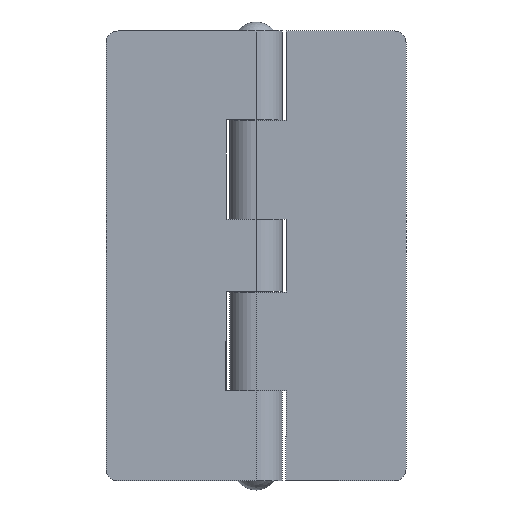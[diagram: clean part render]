
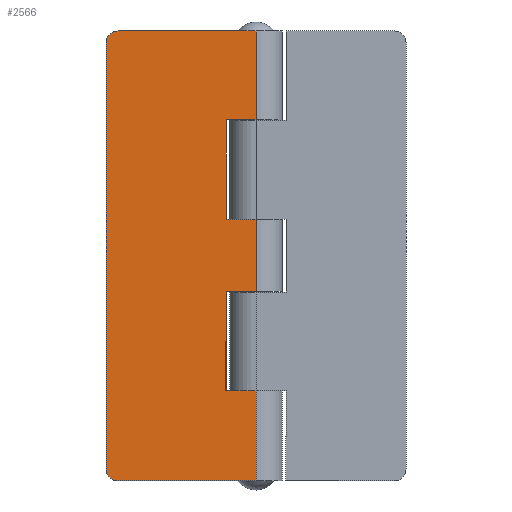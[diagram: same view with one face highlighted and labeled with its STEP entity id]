
A CAD part, front view. The second image highlights one B-rep face of the part: STEP entity #2566.
In plain terms, the highlighted planar face has unit normal (0, -1, 0).
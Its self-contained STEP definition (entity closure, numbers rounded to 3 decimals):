
#8 = CARTESIAN_POINT ( 'NONE',  ( -5., -4.4, 22.7 ) ) ;
#46 = LINE ( 'NONE', #2343, #238 ) ;
#64 = EDGE_CURVE ( 'NONE', #1174, #1144, #200, .T. ) ;
#143 = VECTOR ( 'NONE', #184, 1000. ) ;
#184 = DIRECTION ( 'NONE',  ( 0., 0., -1. ) ) ;
#188 = ORIENTED_EDGE ( 'NONE', *, *, #2167, .T. ) ;
#192 = VERTEX_POINT ( 'NONE', #8 ) ;
#200 = LINE ( 'NONE', #1893, #2313 ) ;
#203 = CARTESIAN_POINT ( 'NONE',  ( 0., -4.4, -37.5 ) ) ;
#213 = EDGE_CURVE ( 'NONE', #1411, #192, #2506, .T. ) ;
#236 = VECTOR ( 'NONE', #2455, 1000. ) ;
#238 = VECTOR ( 'NONE', #688, 1000. ) ;
#305 = CARTESIAN_POINT ( 'NONE',  ( 0., -4.4, 22.7 ) ) ;
#323 = CARTESIAN_POINT ( 'NONE',  ( -25., -4.4, 37.5 ) ) ;
#329 = ORIENTED_EDGE ( 'NONE', *, *, #64, .T. ) ;
#370 = CARTESIAN_POINT ( 'NONE',  ( 0., -4.4, 37.5 ) ) ;
#380 = AXIS2_PLACEMENT_3D ( 'NONE', #2158, #930, #1165 ) ;
#418 = ORIENTED_EDGE ( 'NONE', *, *, #213, .T. ) ;
#440 = DIRECTION ( 'NONE',  ( 1., 0., 0. ) ) ;
#513 = DIRECTION ( 'NONE',  ( 1., 0., 0. ) ) ;
#526 = CARTESIAN_POINT ( 'NONE',  ( 0., -4.4, 22.7 ) ) ;
#527 = EDGE_CURVE ( 'NONE', #1857, #1375, #1679, .T. ) ;
#535 = DIRECTION ( 'NONE',  ( 0., 0., -1. ) ) ;
#544 = CARTESIAN_POINT ( 'NONE',  ( 0., -4.4, 37.5 ) ) ;
#552 = EDGE_LOOP ( 'NONE', ( #1212, #1575, #2207, #1866, #329, #1504, #1078, #2192, #1850, #418, #2516, #1888, #1507, #188 ) ) ;
#561 = VERTEX_POINT ( 'NONE', #1592 ) ;
#610 = LINE ( 'NONE', #2414, #2611 ) ;
#639 = VECTOR ( 'NONE', #535, 1000. ) ;
#666 = CARTESIAN_POINT ( 'NONE',  ( 0., -4.4, 6.1 ) ) ;
#688 = DIRECTION ( 'NONE',  ( 0., 0., -1. ) ) ;
#770 = CARTESIAN_POINT ( 'NONE',  ( -5., -4.4, -22.5 ) ) ;
#778 = LINE ( 'NONE', #794, #143 ) ;
#794 = CARTESIAN_POINT ( 'NONE',  ( 0., -4.4, 37.5 ) ) ;
#801 = CARTESIAN_POINT ( 'NONE',  ( -5., -4.4, 37.5 ) ) ;
#824 = EDGE_CURVE ( 'NONE', #192, #1656, #1300, .T. ) ;
#930 = DIRECTION ( 'NONE',  ( 0., -1., 0. ) ) ;
#941 = VERTEX_POINT ( 'NONE', #1847 ) ;
#973 = LINE ( 'NONE', #801, #2011 ) ;
#985 = FACE_OUTER_BOUND ( 'NONE', #552, .T. ) ;
#1051 = DIRECTION ( 'NONE',  ( -1., 0., 0. ) ) ;
#1078 = ORIENTED_EDGE ( 'NONE', *, *, #2369, .T. ) ;
#1085 = VECTOR ( 'NONE', #1991, 1000. ) ;
#1101 = CARTESIAN_POINT ( 'NONE',  ( 0., -4.4, 37.5 ) ) ;
#1117 = DIRECTION ( 'NONE',  ( 1., 0., 0. ) ) ;
#1135 = VERTEX_POINT ( 'NONE', #2595 ) ;
#1144 = VERTEX_POINT ( 'NONE', #770 ) ;
#1165 = DIRECTION ( 'NONE',  ( -1., 0., 0. ) ) ;
#1174 = VERTEX_POINT ( 'NONE', #1185 ) ;
#1181 = CARTESIAN_POINT ( 'NONE',  ( 0., -4.4, 37.5 ) ) ;
#1183 = DIRECTION ( 'NONE',  ( -1., 0., 0. ) ) ;
#1185 = CARTESIAN_POINT ( 'NONE',  ( 0., -4.4, -22.5 ) ) ;
#1204 = LINE ( 'NONE', #370, #2229 ) ;
#1212 = ORIENTED_EDGE ( 'NONE', *, *, #527, .T. ) ;
#1244 = EDGE_CURVE ( 'NONE', #1375, #561, #2476, .T. ) ;
#1300 = LINE ( 'NONE', #526, #1774 ) ;
#1306 = VERTEX_POINT ( 'NONE', #2066 ) ;
#1375 = VERTEX_POINT ( 'NONE', #1627 ) ;
#1385 = DIRECTION ( 'NONE',  ( -1., 0., 0. ) ) ;
#1400 = EDGE_CURVE ( 'NONE', #1135, #1715, #1204, .T. ) ;
#1411 = VERTEX_POINT ( 'NONE', #2451 ) ;
#1412 = LINE ( 'NONE', #2568, #2264 ) ;
#1449 = CARTESIAN_POINT ( 'NONE',  ( -5., -4.4, 37.5 ) ) ;
#1473 = AXIS2_PLACEMENT_3D ( 'NONE', #2452, #1854, #1051 ) ;
#1504 = ORIENTED_EDGE ( 'NONE', *, *, #1776, .T. ) ;
#1507 = ORIENTED_EDGE ( 'NONE', *, *, #1400, .F. ) ;
#1575 = ORIENTED_EDGE ( 'NONE', *, *, #1244, .T. ) ;
#1592 = CARTESIAN_POINT ( 'NONE',  ( -23., -4.4, -37.5 ) ) ;
#1600 = DIRECTION ( 'NONE',  ( 0., 1., 0. ) ) ;
#1627 = CARTESIAN_POINT ( 'NONE',  ( -25., -4.4, -35.5 ) ) ;
#1656 = VERTEX_POINT ( 'NONE', #305 ) ;
#1679 = LINE ( 'NONE', #323, #639 ) ;
#1715 = VERTEX_POINT ( 'NONE', #1101 ) ;
#1723 = EDGE_CURVE ( 'NONE', #1174, #2043, #46, .T. ) ;
#1774 = VECTOR ( 'NONE', #513, 1000. ) ;
#1776 = EDGE_CURVE ( 'NONE', #1144, #941, #973, .T. ) ;
#1786 = DIRECTION ( 'NONE',  ( 1., 0., 0. ) ) ;
#1792 = CARTESIAN_POINT ( 'NONE',  ( -25., -4.4, 35.5 ) ) ;
#1805 = EDGE_CURVE ( 'NONE', #1715, #1656, #778, .T. ) ;
#1847 = CARTESIAN_POINT ( 'NONE',  ( -5., -4.4, -5.9 ) ) ;
#1850 = ORIENTED_EDGE ( 'NONE', *, *, #1929, .T. ) ;
#1854 = DIRECTION ( 'NONE',  ( 0., -1., 0. ) ) ;
#1857 = VERTEX_POINT ( 'NONE', #1792 ) ;
#1866 = ORIENTED_EDGE ( 'NONE', *, *, #1723, .F. ) ;
#1888 = ORIENTED_EDGE ( 'NONE', *, *, #1805, .F. ) ;
#1893 = CARTESIAN_POINT ( 'NONE',  ( 0., -4.4, -22.5 ) ) ;
#1898 = CARTESIAN_POINT ( 'NONE',  ( 0., -4.4, -37.5 ) ) ;
#1919 = LINE ( 'NONE', #1898, #2383 ) ;
#1929 = EDGE_CURVE ( 'NONE', #2299, #1411, #610, .T. ) ;
#1991 = DIRECTION ( 'NONE',  ( 0., 0., -1. ) ) ;
#2006 = PLANE ( 'NONE',  #2577 ) ;
#2011 = VECTOR ( 'NONE', #2633, 1000. ) ;
#2043 = VERTEX_POINT ( 'NONE', #203 ) ;
#2066 = CARTESIAN_POINT ( 'NONE',  ( 0., -4.4, -5.9 ) ) ;
#2092 = DIRECTION ( 'NONE',  ( -1., 0., 0. ) ) ;
#2106 = EDGE_CURVE ( 'NONE', #561, #2043, #1919, .T. ) ;
#2158 = CARTESIAN_POINT ( 'NONE',  ( -23., -4.4, 35.5 ) ) ;
#2167 = EDGE_CURVE ( 'NONE', #1135, #1857, #2628, .T. ) ;
#2192 = ORIENTED_EDGE ( 'NONE', *, *, #2564, .F. ) ;
#2207 = ORIENTED_EDGE ( 'NONE', *, *, #2106, .T. ) ;
#2229 = VECTOR ( 'NONE', #1786, 1000. ) ;
#2264 = VECTOR ( 'NONE', #1117, 1000. ) ;
#2299 = VERTEX_POINT ( 'NONE', #666 ) ;
#2313 = VECTOR ( 'NONE', #2092, 1000. ) ;
#2331 = LINE ( 'NONE', #1181, #1085 ) ;
#2343 = CARTESIAN_POINT ( 'NONE',  ( 0., -4.4, 37.5 ) ) ;
#2369 = EDGE_CURVE ( 'NONE', #941, #1306, #1412, .T. ) ;
#2383 = VECTOR ( 'NONE', #440, 1000. ) ;
#2414 = CARTESIAN_POINT ( 'NONE',  ( 0., -4.4, 6.1 ) ) ;
#2451 = CARTESIAN_POINT ( 'NONE',  ( -5., -4.4, 6.1 ) ) ;
#2452 = CARTESIAN_POINT ( 'NONE',  ( -23., -4.4, -35.5 ) ) ;
#2455 = DIRECTION ( 'NONE',  ( 0., 0., 1. ) ) ;
#2476 = CIRCLE ( 'NONE', #1473, 2. ) ;
#2506 = LINE ( 'NONE', #1449, #236 ) ;
#2516 = ORIENTED_EDGE ( 'NONE', *, *, #824, .T. ) ;
#2564 = EDGE_CURVE ( 'NONE', #2299, #1306, #2331, .T. ) ;
#2566 = ADVANCED_FACE ( 'NONE', ( #985 ), #2006, .F. ) ;
#2568 = CARTESIAN_POINT ( 'NONE',  ( 0., -4.4, -5.9 ) ) ;
#2577 = AXIS2_PLACEMENT_3D ( 'NONE', #544, #1600, #1385 ) ;
#2595 = CARTESIAN_POINT ( 'NONE',  ( -23., -4.4, 37.5 ) ) ;
#2611 = VECTOR ( 'NONE', #1183, 1000. ) ;
#2628 = CIRCLE ( 'NONE', #380, 2. ) ;
#2633 = DIRECTION ( 'NONE',  ( 0., 0., 1. ) ) ;
